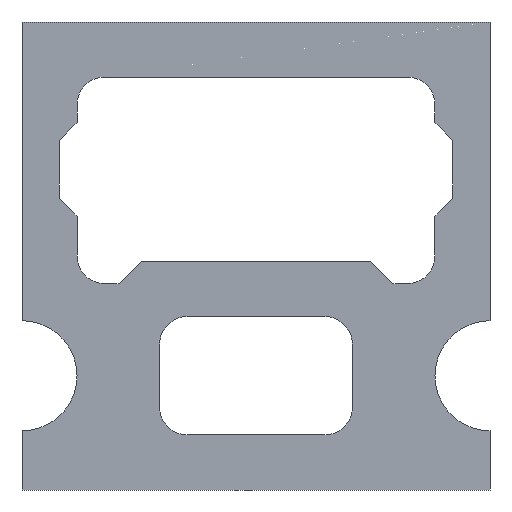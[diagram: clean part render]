
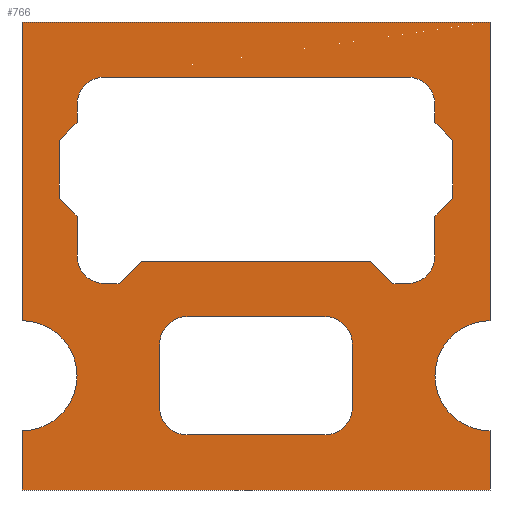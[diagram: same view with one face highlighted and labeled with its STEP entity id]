
A CAD part, front view. The second image highlights one B-rep face of the part: STEP entity #766.
In plain terms, the highlighted planar face has unit normal (0, -1, 0).
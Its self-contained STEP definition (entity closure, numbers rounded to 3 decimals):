
#17=FACE_BOUND('',#127,.T.);
#18=FACE_BOUND('',#128,.T.);
#19=CIRCLE('',#783,10.);
#21=CIRCLE('',#791,10.);
#23=CIRCLE('',#795,10.);
#25=CIRCLE('',#803,10.);
#27=CIRCLE('',#811,10.);
#29=CIRCLE('',#815,10.);
#31=CIRCLE('',#819,10.);
#33=CIRCLE('',#823,10.);
#35=CIRCLE('',#827,20.);
#37=CIRCLE('',#833,20.);
#86=FACE_OUTER_BOUND('',#126,.T.);
#126=EDGE_LOOP('',(#665,#666,#667,#668,#669,#670,#671,#672));
#127=EDGE_LOOP('',(#673,#674,#675,#676,#677,#678,#679,#680));
#128=EDGE_LOOP('',(#681,#682,#683,#684,#685,#686,#687,#688,#689,#690,#691,
#692,#693,#694,#695,#696,#697,#698,#699,#700));
#129=LINE('',#1049,#217);
#134=LINE('',#1063,#222);
#137=LINE('',#1069,#225);
#140=LINE('',#1075,#228);
#143=LINE('',#1081,#231);
#146=LINE('',#1087,#234);
#150=LINE('',#1099,#238);
#154=LINE('',#1111,#242);
#157=LINE('',#1117,#245);
#160=LINE('',#1123,#248);
#163=LINE('',#1129,#251);
#166=LINE('',#1135,#254);
#170=LINE('',#1147,#258);
#173=LINE('',#1153,#261);
#176=LINE('',#1159,#264);
#179=LINE('',#1164,#267);
#181=LINE('',#1169,#269);
#186=LINE('',#1183,#274);
#190=LINE('',#1195,#278);
#194=LINE('',#1207,#282);
#197=LINE('',#1217,#285);
#202=LINE('',#1231,#290);
#205=LINE('',#1237,#293);
#208=LINE('',#1243,#296);
#212=LINE('',#1255,#300);
#215=LINE('',#1260,#303);
#217=VECTOR('',#843,10.);
#222=VECTOR('',#856,10.);
#225=VECTOR('',#861,10.);
#228=VECTOR('',#866,10.);
#231=VECTOR('',#871,10.);
#234=VECTOR('',#876,10.);
#238=VECTOR('',#888,10.);
#242=VECTOR('',#900,10.);
#245=VECTOR('',#905,10.);
#248=VECTOR('',#910,10.);
#251=VECTOR('',#915,10.);
#254=VECTOR('',#920,10.);
#258=VECTOR('',#932,10.);
#261=VECTOR('',#937,10.);
#264=VECTOR('',#942,10.);
#267=VECTOR('',#947,10.);
#269=VECTOR('',#951,10.);
#274=VECTOR('',#964,10.);
#278=VECTOR('',#976,10.);
#282=VECTOR('',#988,10.);
#285=VECTOR('',#999,10.);
#290=VECTOR('',#1012,10.);
#293=VECTOR('',#1017,10.);
#296=VECTOR('',#1022,10.);
#300=VECTOR('',#1034,10.);
#303=VECTOR('',#1039,10.);
#305=VERTEX_POINT('',#1047);
#306=VERTEX_POINT('',#1048);
#309=VERTEX_POINT('',#1056);
#311=VERTEX_POINT('',#1062);
#313=VERTEX_POINT('',#1068);
#315=VERTEX_POINT('',#1074);
#317=VERTEX_POINT('',#1080);
#319=VERTEX_POINT('',#1086);
#321=VERTEX_POINT('',#1092);
#323=VERTEX_POINT('',#1098);
#325=VERTEX_POINT('',#1104);
#327=VERTEX_POINT('',#1110);
#329=VERTEX_POINT('',#1116);
#331=VERTEX_POINT('',#1122);
#333=VERTEX_POINT('',#1128);
#335=VERTEX_POINT('',#1134);
#337=VERTEX_POINT('',#1140);
#339=VERTEX_POINT('',#1146);
#341=VERTEX_POINT('',#1152);
#343=VERTEX_POINT('',#1158);
#345=VERTEX_POINT('',#1167);
#346=VERTEX_POINT('',#1168);
#349=VERTEX_POINT('',#1176);
#351=VERTEX_POINT('',#1182);
#353=VERTEX_POINT('',#1188);
#355=VERTEX_POINT('',#1194);
#357=VERTEX_POINT('',#1200);
#359=VERTEX_POINT('',#1206);
#361=VERTEX_POINT('',#1215);
#362=VERTEX_POINT('',#1216);
#365=VERTEX_POINT('',#1224);
#367=VERTEX_POINT('',#1230);
#369=VERTEX_POINT('',#1236);
#371=VERTEX_POINT('',#1242);
#373=VERTEX_POINT('',#1248);
#375=VERTEX_POINT('',#1254);
#377=EDGE_CURVE('',#305,#306,#129,.T.);
#381=EDGE_CURVE('',#309,#305,#19,.T.);
#384=EDGE_CURVE('',#311,#309,#134,.T.);
#387=EDGE_CURVE('',#313,#311,#137,.T.);
#390=EDGE_CURVE('',#315,#313,#140,.T.);
#393=EDGE_CURVE('',#317,#315,#143,.T.);
#396=EDGE_CURVE('',#319,#317,#146,.T.);
#399=EDGE_CURVE('',#321,#319,#21,.T.);
#402=EDGE_CURVE('',#323,#321,#150,.T.);
#405=EDGE_CURVE('',#325,#323,#23,.T.);
#408=EDGE_CURVE('',#327,#325,#154,.T.);
#411=EDGE_CURVE('',#329,#327,#157,.T.);
#414=EDGE_CURVE('',#331,#329,#160,.T.);
#417=EDGE_CURVE('',#333,#331,#163,.T.);
#420=EDGE_CURVE('',#335,#333,#166,.T.);
#423=EDGE_CURVE('',#337,#335,#25,.T.);
#426=EDGE_CURVE('',#339,#337,#170,.T.);
#429=EDGE_CURVE('',#341,#339,#173,.T.);
#432=EDGE_CURVE('',#343,#341,#176,.T.);
#435=EDGE_CURVE('',#306,#343,#179,.T.);
#437=EDGE_CURVE('',#345,#346,#181,.T.);
#441=EDGE_CURVE('',#349,#345,#27,.T.);
#444=EDGE_CURVE('',#351,#349,#186,.T.);
#447=EDGE_CURVE('',#353,#351,#29,.T.);
#450=EDGE_CURVE('',#355,#353,#190,.T.);
#453=EDGE_CURVE('',#357,#355,#31,.T.);
#456=EDGE_CURVE('',#359,#357,#194,.T.);
#459=EDGE_CURVE('',#346,#359,#33,.T.);
#461=EDGE_CURVE('',#361,#362,#197,.T.);
#465=EDGE_CURVE('',#361,#365,#35,.T.);
#468=EDGE_CURVE('',#367,#365,#202,.T.);
#471=EDGE_CURVE('',#369,#367,#205,.T.);
#474=EDGE_CURVE('',#371,#369,#208,.T.);
#477=EDGE_CURVE('',#371,#373,#37,.T.);
#480=EDGE_CURVE('',#375,#373,#212,.T.);
#483=EDGE_CURVE('',#362,#375,#215,.T.);
#665=ORIENTED_EDGE('',*,*,#483,.F.);
#666=ORIENTED_EDGE('',*,*,#461,.F.);
#667=ORIENTED_EDGE('',*,*,#465,.T.);
#668=ORIENTED_EDGE('',*,*,#468,.F.);
#669=ORIENTED_EDGE('',*,*,#471,.F.);
#670=ORIENTED_EDGE('',*,*,#474,.F.);
#671=ORIENTED_EDGE('',*,*,#477,.T.);
#672=ORIENTED_EDGE('',*,*,#480,.F.);
#673=ORIENTED_EDGE('',*,*,#459,.F.);
#674=ORIENTED_EDGE('',*,*,#437,.F.);
#675=ORIENTED_EDGE('',*,*,#441,.F.);
#676=ORIENTED_EDGE('',*,*,#444,.F.);
#677=ORIENTED_EDGE('',*,*,#447,.F.);
#678=ORIENTED_EDGE('',*,*,#450,.F.);
#679=ORIENTED_EDGE('',*,*,#453,.F.);
#680=ORIENTED_EDGE('',*,*,#456,.F.);
#681=ORIENTED_EDGE('',*,*,#435,.F.);
#682=ORIENTED_EDGE('',*,*,#377,.F.);
#683=ORIENTED_EDGE('',*,*,#381,.F.);
#684=ORIENTED_EDGE('',*,*,#384,.F.);
#685=ORIENTED_EDGE('',*,*,#387,.F.);
#686=ORIENTED_EDGE('',*,*,#390,.F.);
#687=ORIENTED_EDGE('',*,*,#393,.F.);
#688=ORIENTED_EDGE('',*,*,#396,.F.);
#689=ORIENTED_EDGE('',*,*,#399,.F.);
#690=ORIENTED_EDGE('',*,*,#402,.F.);
#691=ORIENTED_EDGE('',*,*,#405,.F.);
#692=ORIENTED_EDGE('',*,*,#408,.F.);
#693=ORIENTED_EDGE('',*,*,#411,.F.);
#694=ORIENTED_EDGE('',*,*,#414,.F.);
#695=ORIENTED_EDGE('',*,*,#417,.F.);
#696=ORIENTED_EDGE('',*,*,#420,.F.);
#697=ORIENTED_EDGE('',*,*,#423,.F.);
#698=ORIENTED_EDGE('',*,*,#426,.F.);
#699=ORIENTED_EDGE('',*,*,#429,.F.);
#700=ORIENTED_EDGE('',*,*,#432,.F.);
#728=PLANE('',#838);
#766=ADVANCED_FACE('',(#86,#17,#18),#728,.F.);
#783=AXIS2_PLACEMENT_3D('',#1057,#849,#850);
#791=AXIS2_PLACEMENT_3D('',#1093,#881,#882);
#795=AXIS2_PLACEMENT_3D('',#1105,#893,#894);
#803=AXIS2_PLACEMENT_3D('',#1141,#925,#926);
#811=AXIS2_PLACEMENT_3D('',#1177,#957,#958);
#815=AXIS2_PLACEMENT_3D('',#1189,#969,#970);
#819=AXIS2_PLACEMENT_3D('',#1201,#981,#982);
#823=AXIS2_PLACEMENT_3D('',#1212,#993,#994);
#827=AXIS2_PLACEMENT_3D('',#1225,#1005,#1006);
#833=AXIS2_PLACEMENT_3D('',#1249,#1027,#1028);
#838=AXIS2_PLACEMENT_3D('',#1263,#1043,#1044);
#843=DIRECTION('',(1.,0.,0.));
#849=DIRECTION('center_axis',(0.,-1.,0.));
#850=DIRECTION('ref_axis',(0.,0.,-1.));
#856=DIRECTION('',(0.,0.,-1.));
#861=DIRECTION('',(0.707,0.,-0.707));
#866=DIRECTION('',(0.,0.,-1.));
#871=DIRECTION('',(-0.707,0.,-0.707));
#876=DIRECTION('',(0.,0.,-1.));
#881=DIRECTION('center_axis',(0.,-1.,0.));
#882=DIRECTION('ref_axis',(-1.,0.,0.));
#888=DIRECTION('',(-1.,0.,0.));
#893=DIRECTION('center_axis',(0.,-1.,0.));
#894=DIRECTION('ref_axis',(0.,0.,1.));
#900=DIRECTION('',(0.,0.,1.));
#905=DIRECTION('',(-0.707,0.,0.707));
#910=DIRECTION('',(0.,0.,1.));
#915=DIRECTION('',(0.707,0.,0.707));
#920=DIRECTION('',(0.,0.,1.));
#925=DIRECTION('center_axis',(0.,-1.,0.));
#926=DIRECTION('ref_axis',(1.,0.,0.));
#932=DIRECTION('',(1.,0.,0.));
#937=DIRECTION('',(0.707,0.,-0.707));
#942=DIRECTION('',(1.,0.,0.));
#947=DIRECTION('',(0.707,0.,0.707));
#951=DIRECTION('',(0.,0.,-1.));
#957=DIRECTION('center_axis',(0.,-1.,0.));
#958=DIRECTION('ref_axis',(-1.,0.,0.));
#964=DIRECTION('',(-1.,0.,0.));
#969=DIRECTION('center_axis',(0.,-1.,0.));
#970=DIRECTION('ref_axis',(0.,0.,1.));
#976=DIRECTION('',(0.,0.,1.));
#981=DIRECTION('center_axis',(0.,-1.,0.));
#982=DIRECTION('ref_axis',(1.,0.,0.));
#988=DIRECTION('',(1.,0.,0.));
#993=DIRECTION('center_axis',(0.,-1.,0.));
#994=DIRECTION('ref_axis',(0.,0.,-1.));
#999=DIRECTION('',(0.,0.,-1.));
#1005=DIRECTION('center_axis',(0.,1.,0.));
#1006=DIRECTION('ref_axis',(0.,0.,-1.));
#1012=DIRECTION('',(0.,0.,-1.));
#1017=DIRECTION('',(1.,0.,0.));
#1022=DIRECTION('',(0.,0.,1.));
#1027=DIRECTION('center_axis',(0.,1.,0.));
#1028=DIRECTION('ref_axis',(0.,0.,1.));
#1034=DIRECTION('',(0.,0.,1.));
#1039=DIRECTION('',(-1.,0.,0.));
#1043=DIRECTION('center_axis',(0.,1.,0.));
#1044=DIRECTION('ref_axis',(1.,0.,0.));
#1047=CARTESIAN_POINT('',(30.,0.,-95.));
#1048=CARTESIAN_POINT('',(35.25,0.,-95.));
#1049=CARTESIAN_POINT('',(30.,0.,-95.));
#1056=CARTESIAN_POINT('',(20.,0.,-85.));
#1057=CARTESIAN_POINT('Origin',(30.,0.,-85.));
#1062=CARTESIAN_POINT('',(20.,0.,-70.5));
#1063=CARTESIAN_POINT('',(20.,0.,-30.));
#1068=CARTESIAN_POINT('',(13.5,0.,-64.));
#1069=CARTESIAN_POINT('',(13.5,0.,-64.));
#1074=CARTESIAN_POINT('',(13.5,0.,-43.));
#1075=CARTESIAN_POINT('',(13.5,0.,-53.5));
#1080=CARTESIAN_POINT('',(20.,0.,-36.5));
#1081=CARTESIAN_POINT('',(13.5,0.,-43.));
#1086=CARTESIAN_POINT('',(20.,0.,-30.));
#1087=CARTESIAN_POINT('',(20.,0.,-30.));
#1092=CARTESIAN_POINT('',(30.,0.,-20.));
#1093=CARTESIAN_POINT('Origin',(30.,0.,-30.));
#1098=CARTESIAN_POINT('',(140.,0.,-20.));
#1099=CARTESIAN_POINT('',(140.,0.,-20.));
#1104=CARTESIAN_POINT('',(150.,0.,-30.));
#1105=CARTESIAN_POINT('Origin',(140.,0.,-30.));
#1110=CARTESIAN_POINT('',(150.,0.,-36.5));
#1111=CARTESIAN_POINT('',(150.,0.,-87.));
#1116=CARTESIAN_POINT('',(156.5,0.,-43.));
#1117=CARTESIAN_POINT('',(156.5,0.,-43.));
#1122=CARTESIAN_POINT('',(156.5,0.,-64.));
#1123=CARTESIAN_POINT('',(156.5,0.,-53.5));
#1128=CARTESIAN_POINT('',(150.,0.,-70.5));
#1129=CARTESIAN_POINT('',(156.5,0.,-64.));
#1134=CARTESIAN_POINT('',(150.,0.,-85.));
#1135=CARTESIAN_POINT('',(150.,0.,-87.));
#1140=CARTESIAN_POINT('',(140.,0.,-95.));
#1141=CARTESIAN_POINT('Origin',(140.,0.,-85.));
#1146=CARTESIAN_POINT('',(134.75,0.,-95.));
#1147=CARTESIAN_POINT('',(140.,0.,-95.));
#1152=CARTESIAN_POINT('',(126.75,0.,-87.));
#1153=CARTESIAN_POINT('',(126.75,0.,-87.));
#1158=CARTESIAN_POINT('',(43.25,0.,-87.));
#1159=CARTESIAN_POINT('',(85.,0.,-87.));
#1164=CARTESIAN_POINT('',(43.25,0.,-87.));
#1167=CARTESIAN_POINT('',(50.,0.,-117.));
#1168=CARTESIAN_POINT('',(50.,0.,-140.));
#1169=CARTESIAN_POINT('',(50.,0.,-117.));
#1176=CARTESIAN_POINT('',(60.,0.,-107.));
#1177=CARTESIAN_POINT('Origin',(60.,0.,-117.));
#1182=CARTESIAN_POINT('',(110.,0.,-107.));
#1183=CARTESIAN_POINT('',(110.,0.,-107.));
#1188=CARTESIAN_POINT('',(120.,0.,-117.));
#1189=CARTESIAN_POINT('Origin',(110.,0.,-117.));
#1194=CARTESIAN_POINT('',(120.,0.,-140.));
#1195=CARTESIAN_POINT('',(120.,0.,-140.));
#1200=CARTESIAN_POINT('',(110.,0.,-150.));
#1201=CARTESIAN_POINT('Origin',(110.,0.,-140.));
#1206=CARTESIAN_POINT('',(60.,0.,-150.));
#1207=CARTESIAN_POINT('',(60.,0.,-150.));
#1212=CARTESIAN_POINT('Origin',(60.,0.,-140.));
#1215=CARTESIAN_POINT('',(170.,0.,-148.5));
#1216=CARTESIAN_POINT('',(170.,0.,-170.));
#1217=CARTESIAN_POINT('',(170.,0.,0.));
#1224=CARTESIAN_POINT('',(170.,0.,-108.5));
#1225=CARTESIAN_POINT('Origin',(170.,0.,-128.5));
#1230=CARTESIAN_POINT('',(170.,0.,0.));
#1231=CARTESIAN_POINT('',(170.,0.,0.));
#1236=CARTESIAN_POINT('',(0.,0.,0.));
#1237=CARTESIAN_POINT('',(0.,0.,0.));
#1242=CARTESIAN_POINT('',(0.,0.,-108.5));
#1243=CARTESIAN_POINT('',(0.,0.,-170.));
#1248=CARTESIAN_POINT('',(0.,0.,-148.5));
#1249=CARTESIAN_POINT('Origin',(0.,0.,-128.5));
#1254=CARTESIAN_POINT('',(0.,0.,-170.));
#1255=CARTESIAN_POINT('',(0.,0.,-170.));
#1260=CARTESIAN_POINT('',(170.,0.,-170.));
#1263=CARTESIAN_POINT('Origin',(85.,0.,-85.));
